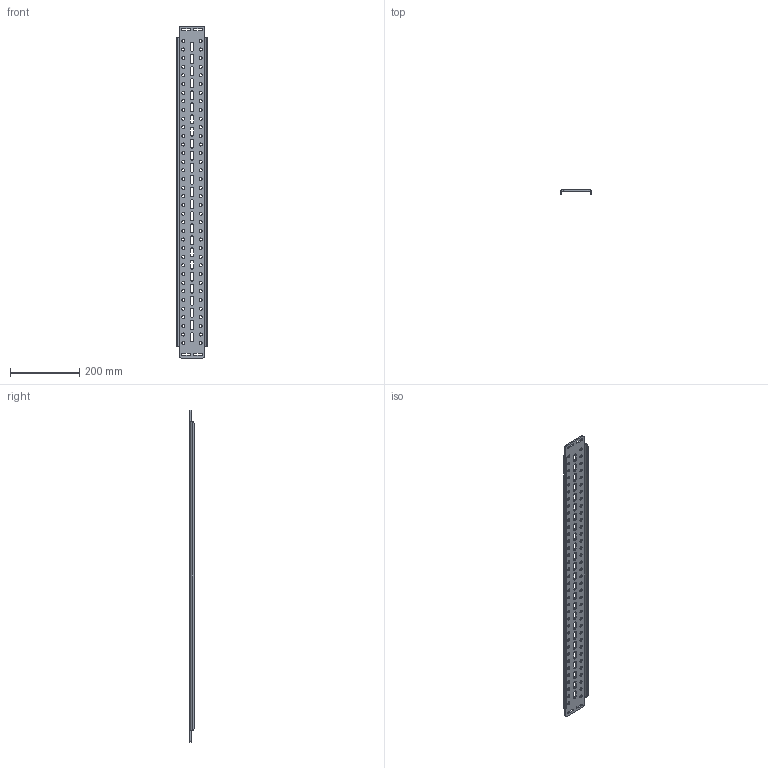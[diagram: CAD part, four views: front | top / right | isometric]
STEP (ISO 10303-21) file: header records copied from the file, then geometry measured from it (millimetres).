
FILE_DESCRIPTION (( 'STEP AP214' ), '1' );
FILE_NAME ('998.010.STEP', '2024-10-01T10:58:42', ( '' ), ( '' ), 'SwSTEP 2.0', 'SolidWorks 2021', '' );
FILE_SCHEMA (( 'AUTOMOTIVE_DESIGN' ));
Length unit declared in the file: millimetre
Products named in the file (1): 998.010
Bounding box: 91 x 12 x 961 mm (x, y, z)
Volume: 337644.5 mm3; surface area: 192747.4 mm2
Topology: 1 solids, 1 shells, 315 faces, 931 edges, 618 vertices
Faces by surface type: cylinder 239, plane 76
Entity records: 11229 total; most frequent: DIRECTION 2033, CARTESIAN_POINT 1913, ORIENTED_EDGE 1862, EDGE_CURVE 931, AXIS2_PLACEMENT_3D 794, VERTEX_POINT 618, EDGE_LOOP 517, CIRCLE 478
